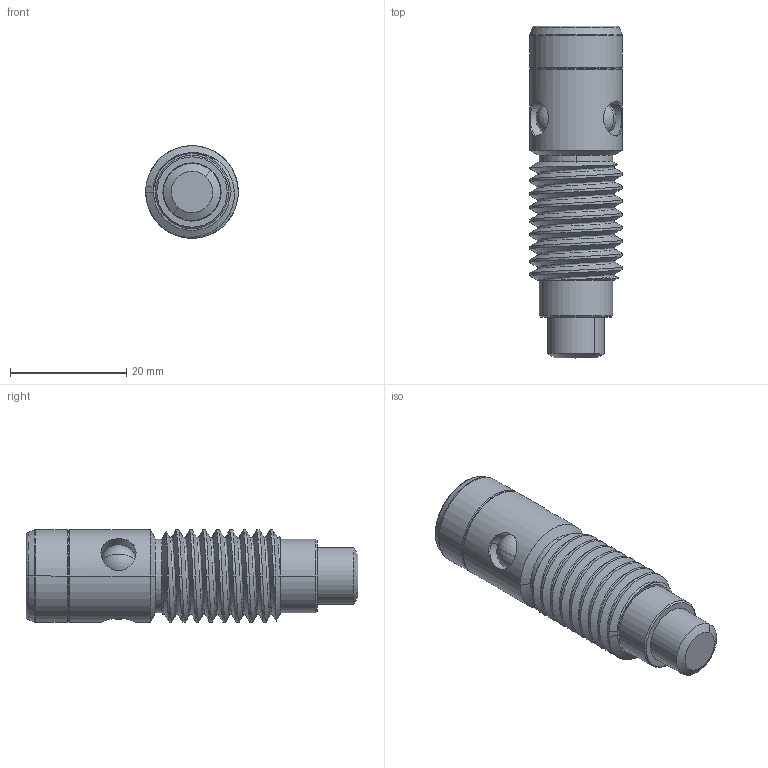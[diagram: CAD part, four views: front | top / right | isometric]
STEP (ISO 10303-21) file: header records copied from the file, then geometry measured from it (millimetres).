
FILE_DESCRIPTION (( 'STEP AP203' ), '1' );
FILE_NAME ('11616.STEP', '2021-05-26T18:58:59', ( '' ), ( '' ), 'SwSTEP 2.0', 'SolidWorks 2021', '' );
FILE_SCHEMA (( 'CONFIG_CONTROL_DESIGN' ));
Length unit declared in the file: inch
Products named in the file (7): 1155861_1155861; 115586_115586; 116165_116165; 115581_115581; 115584_115584; 115582_115582; 11616
Assembly tree (8 placements, depth 2):
  11616
    115582_115582
    115584_115584
    115586_115586
    116165_116165
    115581_115581  x3
    1155861_1155861
Bounding box: 15.88 x 56.98 x 15.88 mm (x, y, z)
Volume: 7528.7 mm3; surface area: 7050 mm2
Topology: 8 solids, 8 shells, 154 faces, 361 edges, 216 vertices
Faces by surface type: cylinder 58, cone 45, plane 28, torus 10, sphere 8, bspline 5
Entity records: 11473 total; most frequent: CARTESIAN_POINT 7398, DIRECTION 717, ORIENTED_EDGE 672, EDGE_CURVE 336, AXIS2_PLACEMENT_3D 294, VERTEX_POINT 203, EDGE_LOOP 163, ADVANCED_FACE 150
